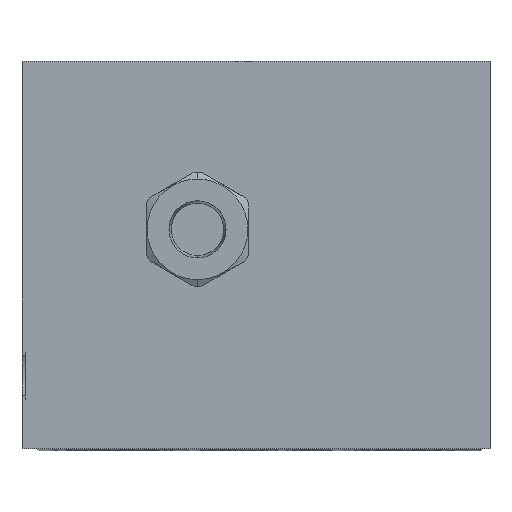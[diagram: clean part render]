
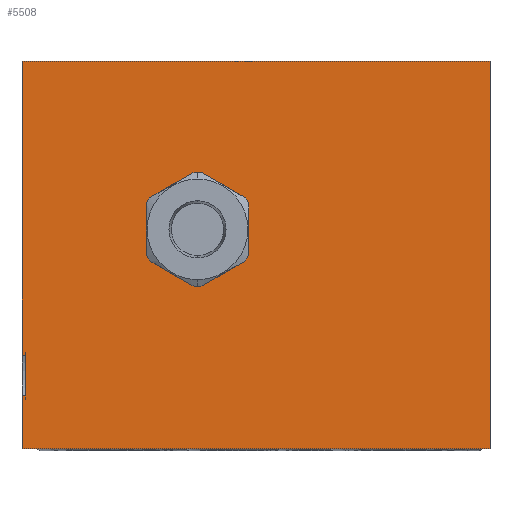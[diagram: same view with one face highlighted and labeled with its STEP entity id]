
A CAD part, front view. The second image highlights one B-rep face of the part: STEP entity #5508.
In plain terms, the highlighted planar face has unit normal (0, -1, 0).
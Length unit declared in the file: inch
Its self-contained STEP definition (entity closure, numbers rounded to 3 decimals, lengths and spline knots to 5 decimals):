
#5=DIRECTION('',(1.,0.,0.));
#6=VECTOR('',#5,4.);
#7=CARTESIAN_POINT('',(0.,-4.,0.));
#8=LINE('',#7,#6);
#765=DIRECTION('',(0.,0.,-1.));
#766=VECTOR('',#765,0.34847);
#767=CARTESIAN_POINT('',(0.032,-4.,0.79923));
#768=LINE('',#767,#766);
#769=DIRECTION('',(1.,0.,0.));
#770=VECTOR('',#769,0.032);
#771=CARTESIAN_POINT('',(0.,-4.,0.79923));
#772=LINE('',#771,#770);
#773=DIRECTION('',(0.,0.,1.));
#774=VECTOR('',#773,2.51277);
#775=CARTESIAN_POINT('',(0.,-4.,0.79923));
#776=LINE('',#775,#774);
#777=DIRECTION('',(0.,0.,1.));
#778=VECTOR('',#777,0.45077);
#779=CARTESIAN_POINT('',(0.,-4.,0.));
#780=LINE('',#779,#778);
#781=DIRECTION('',(1.,0.,0.));
#782=VECTOR('',#781,0.032);
#783=CARTESIAN_POINT('',(0.,-4.,0.45077));
#784=LINE('',#783,#782);
#785=CARTESIAN_POINT('',(1.5,-4.,1.875));
#786=DIRECTION('',(0.,1.,0.));
#787=DIRECTION('',(0.,0.,-1.));
#788=AXIS2_PLACEMENT_3D('',#785,#786,#787);
#790=CARTESIAN_POINT('',(1.5,-4.,1.875));
#791=DIRECTION('',(0.,1.,0.));
#792=DIRECTION('',(0.,0.,1.));
#793=AXIS2_PLACEMENT_3D('',#790,#791,#792);
#1303=DIRECTION('',(1.,0.,0.));
#1304=VECTOR('',#1303,4.);
#1305=CARTESIAN_POINT('',(0.,-4.,3.312));
#1306=LINE('',#1305,#1304);
#1371=DIRECTION('',(0.,0.,1.));
#1372=VECTOR('',#1371,3.312);
#1373=CARTESIAN_POINT('',(4.,-4.,0.));
#1374=LINE('',#1373,#1372);
#4359=CARTESIAN_POINT('',(0.,-4.,0.));
#4361=VERTEX_POINT('',#4359);
#4362=CARTESIAN_POINT('',(4.,-4.,0.));
#4363=VERTEX_POINT('',#4362);
#4367=CARTESIAN_POINT('',(0.,-4.,3.312));
#4369=VERTEX_POINT('',#4367);
#4370=CARTESIAN_POINT('',(4.,-4.,3.312));
#4371=VERTEX_POINT('',#4370);
#4551=CARTESIAN_POINT('',(0.032,-4.,0.79923));
#4552=CARTESIAN_POINT('',(0.032,-4.,0.45077));
#4553=VERTEX_POINT('',#4551);
#4554=VERTEX_POINT('',#4552);
#4555=CARTESIAN_POINT('',(0.,-4.,0.79923));
#4556=VERTEX_POINT('',#4555);
#4557=CARTESIAN_POINT('',(0.,-4.,0.45077));
#4558=VERTEX_POINT('',#4557);
#4607=CARTESIAN_POINT('',(1.5,-4.,1.4445));
#4608=CARTESIAN_POINT('',(1.5,-4.,2.3055));
#4609=VERTEX_POINT('',#4607);
#4610=VERTEX_POINT('',#4608);
#5483=CARTESIAN_POINT('',(0.,-4.,0.));
#5484=DIRECTION('',(0.,-1.,0.));
#5485=DIRECTION('',(1.,0.,0.));
#5486=AXIS2_PLACEMENT_3D('',#5483,#5484,#5485);
#5487=PLANE('',#5486);
#5489=ORIENTED_EDGE('',*,*,#5488,.F.);
#5491=ORIENTED_EDGE('',*,*,#5490,.F.);
#5492=ORIENTED_EDGE('',*,*,#4977,.T.);
#5494=ORIENTED_EDGE('',*,*,#5493,.T.);
#5496=ORIENTED_EDGE('',*,*,#5495,.F.);
#5497=ORIENTED_EDGE('',*,*,#4906,.F.);
#5498=ORIENTED_EDGE('',*,*,#4970,.T.);
#5500=ORIENTED_EDGE('',*,*,#5499,.T.);
#5501=EDGE_LOOP('',(#5489,#5491,#5492,#5494,#5496,#5497,#5498,#5500));
#5502=FACE_OUTER_BOUND('',#5501,.F.);
#5504=ORIENTED_EDGE('',*,*,#5503,.F.);
#5505=ORIENTED_EDGE('',*,*,#5473,.F.);
#5506=EDGE_LOOP('',(#5504,#5505));
#5507=FACE_BOUND('',#5506,.F.);
#5508=ADVANCED_FACE('',(#5502,#5507),#5487,.T.);
#789=CIRCLE('',#788,0.4305);
#794=CIRCLE('',#793,0.4305);
#4906=EDGE_CURVE('',#4361,#4363,#8,.T.);
#4970=EDGE_CURVE('',#4361,#4558,#780,.T.);
#4977=EDGE_CURVE('',#4556,#4369,#776,.T.);
#5473=EDGE_CURVE('',#4610,#4609,#794,.T.);
#5488=EDGE_CURVE('',#4553,#4554,#768,.T.);
#5490=EDGE_CURVE('',#4556,#4553,#772,.T.);
#5493=EDGE_CURVE('',#4369,#4371,#1306,.T.);
#5495=EDGE_CURVE('',#4363,#4371,#1374,.T.);
#5499=EDGE_CURVE('',#4558,#4554,#784,.T.);
#5503=EDGE_CURVE('',#4609,#4610,#789,.T.);
